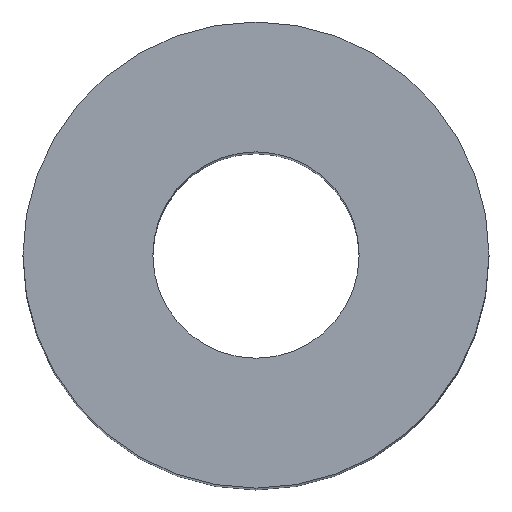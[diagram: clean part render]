
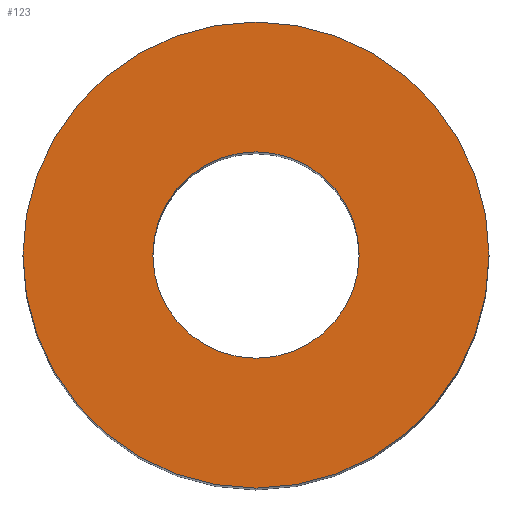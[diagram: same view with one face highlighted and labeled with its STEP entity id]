
A CAD part, top view. The second image highlights one B-rep face of the part: STEP entity #123.
In plain terms, the highlighted planar face has unit normal (0, 0, 1).
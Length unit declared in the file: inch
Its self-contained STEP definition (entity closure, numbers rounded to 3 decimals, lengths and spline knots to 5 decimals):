
#4 = AXIS2_PLACEMENT_3D ( 'NONE', #10, #207, #120 ) ;
#10 = CARTESIAN_POINT ( 'NONE',  ( 0., 0., 0.4375 ) ) ;
#11 = CIRCLE ( 'NONE', #14, 0.1875 ) ;
#12 = EDGE_LOOP ( 'NONE', ( #189, #136 ) ) ;
#14 = AXIS2_PLACEMENT_3D ( 'NONE', #112, #92, #51 ) ;
#17 = DIRECTION ( 'NONE',  ( 0., 0., 1. ) ) ;
#22 = FACE_BOUND ( 'NONE', #12, .T. ) ;
#24 = CARTESIAN_POINT ( 'NONE',  ( -0.083, 0., 0.4375 ) ) ;
#26 = CARTESIAN_POINT ( 'NONE',  ( 0.083, 0., 0.4375 ) ) ;
#27 = CARTESIAN_POINT ( 'NONE',  ( 0., 0., 0.4375 ) ) ;
#32 = DIRECTION ( 'NONE',  ( 1., 0., 0. ) ) ;
#42 = EDGE_LOOP ( 'NONE', ( #96, #58 ) ) ;
#51 = DIRECTION ( 'NONE',  ( 1., 0., 0. ) ) ;
#58 = ORIENTED_EDGE ( 'NONE', *, *, #225, .T. ) ;
#59 = PLANE ( 'NONE',  #4 ) ;
#62 = VERTEX_POINT ( 'NONE', #187 ) ;
#65 = DIRECTION ( 'NONE',  ( 0., 0., 1. ) ) ;
#70 = VERTEX_POINT ( 'NONE', #24 ) ;
#74 = DIRECTION ( 'NONE',  ( 1., 0., 0. ) ) ;
#90 = DIRECTION ( 'NONE',  ( 0., 0., 1. ) ) ;
#92 = DIRECTION ( 'NONE',  ( 0., 0., 1. ) ) ;
#96 = ORIENTED_EDGE ( 'NONE', *, *, #221, .T. ) ;
#100 = AXIS2_PLACEMENT_3D ( 'NONE', #110, #90, #32 ) ;
#110 = CARTESIAN_POINT ( 'NONE',  ( 0., 0., 0.4375 ) ) ;
#112 = CARTESIAN_POINT ( 'NONE',  ( 0., 0., 0.4375 ) ) ;
#120 = DIRECTION ( 'NONE',  ( 1., 0., 0. ) ) ;
#123 = ADVANCED_FACE ( 'NONE', ( #155, #22 ), #59, .T. ) ;
#132 = CIRCLE ( 'NONE', #100, 0.1875 ) ;
#136 = ORIENTED_EDGE ( 'NONE', *, *, #184, .F. ) ;
#137 = CIRCLE ( 'NONE', #196, 0.083 ) ;
#149 = CARTESIAN_POINT ( 'NONE',  ( 0., 0., 0.4375 ) ) ;
#150 = VERTEX_POINT ( 'NONE', #26 ) ;
#155 = FACE_OUTER_BOUND ( 'NONE', #42, .T. ) ;
#162 = DIRECTION ( 'NONE',  ( 1., 0., 0. ) ) ;
#182 = CIRCLE ( 'NONE', #219, 0.083 ) ;
#184 = EDGE_CURVE ( 'NONE', #150, #70, #137, .T. ) ;
#187 = CARTESIAN_POINT ( 'NONE',  ( -0.1875, 0., 0.4375 ) ) ;
#189 = ORIENTED_EDGE ( 'NONE', *, *, #202, .F. ) ;
#196 = AXIS2_PLACEMENT_3D ( 'NONE', #27, #65, #162 ) ;
#202 = EDGE_CURVE ( 'NONE', #70, #150, #182, .T. ) ;
#207 = DIRECTION ( 'NONE',  ( 0., 0., 1. ) ) ;
#214 = CARTESIAN_POINT ( 'NONE',  ( 0.1875, 0., 0.4375 ) ) ;
#219 = AXIS2_PLACEMENT_3D ( 'NONE', #149, #17, #74 ) ;
#221 = EDGE_CURVE ( 'NONE', #62, #251, #132, .T. ) ;
#225 = EDGE_CURVE ( 'NONE', #251, #62, #11, .T. ) ;
#251 = VERTEX_POINT ( 'NONE', #214 ) ;
